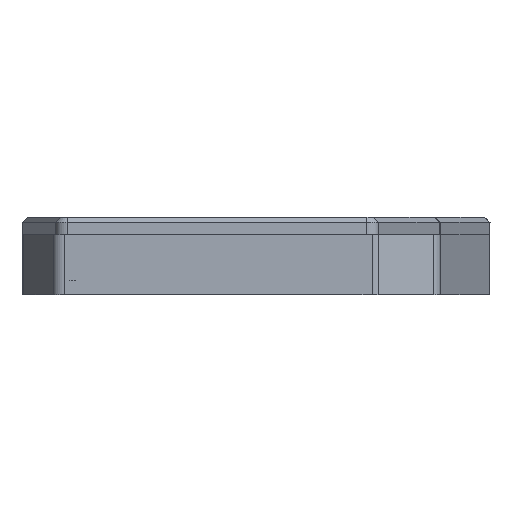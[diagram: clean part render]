
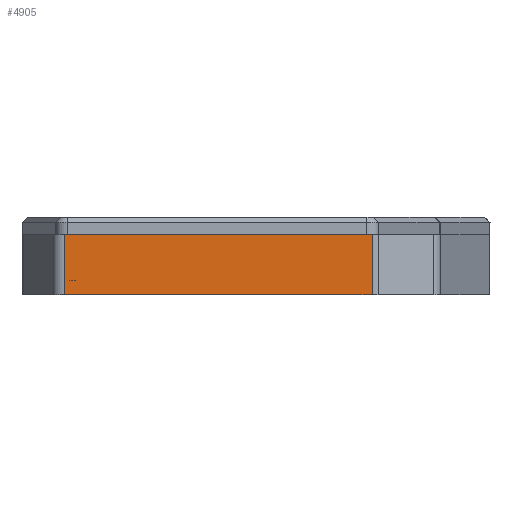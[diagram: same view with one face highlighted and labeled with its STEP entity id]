
A CAD part, left-side view. The second image highlights one B-rep face of the part: STEP entity #4905.
In plain terms, the highlighted planar face has unit normal (-1, 0, 0).
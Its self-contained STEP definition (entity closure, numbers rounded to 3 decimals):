
#125 = PLANE('',#126);
#126 = AXIS2_PLACEMENT_3D('',#127,#128,#129);
#127 = CARTESIAN_POINT('',(-152.495,-87.393,13.));
#128 = DIRECTION('',(0.,0.,1.));
#129 = DIRECTION('',(0.,1.,0.));
#2649 = VERTEX_POINT('',#2650);
#2650 = CARTESIAN_POINT('',(-234.443,-37.927,13.));
#2665 = CYLINDRICAL_SURFACE('',#2666,3.5);
#2666 = AXIS2_PLACEMENT_3D('',#2667,#2668,#2669);
#2667 = CARTESIAN_POINT('',(-230.943,-37.927,13.));
#2668 = DIRECTION('',(-0.,-0.,-1.));
#2669 = DIRECTION('',(-0.5,0.866,0.));
#2677 = EDGE_CURVE('',#2649,#2678,#2680,.T.);
#2678 = VERTEX_POINT('',#2679);
#2679 = CARTESIAN_POINT('',(-234.443,-124.769,13.));
#2680 = SURFACE_CURVE('',#2681,(#2685,#2692),.PCURVE_S1.);
#2681 = LINE('',#2682,#2683);
#2682 = CARTESIAN_POINT('',(-234.443,-64.782,13.));
#2683 = VECTOR('',#2684,1.);
#2684 = DIRECTION('',(-0.,-1.,-0.));
#2685 = PCURVE('',#125,#2686);
#2686 = DEFINITIONAL_REPRESENTATION('',(#2687),#2691);
#2687 = LINE('',#2688,#2689);
#2688 = CARTESIAN_POINT('',(22.61,81.948));
#2689 = VECTOR('',#2690,1.);
#2690 = DIRECTION('',(-1.,0.));
#2691 = ( GEOMETRIC_REPRESENTATION_CONTEXT(2) 
PARAMETRIC_REPRESENTATION_CONTEXT() REPRESENTATION_CONTEXT('2D SPACE',''
  ) );
#2692 = PCURVE('',#2693,#2698);
#2693 = PLANE('',#2694);
#2694 = AXIS2_PLACEMENT_3D('',#2695,#2696,#2697);
#2695 = CARTESIAN_POINT('',(-234.443,-42.743,0.));
#2696 = DIRECTION('',(-1.,-0.,-0.));
#2697 = DIRECTION('',(0.,1.,0.));
#2698 = DEFINITIONAL_REPRESENTATION('',(#2699),#2703);
#2699 = LINE('',#2700,#2701);
#2700 = CARTESIAN_POINT('',(-22.039,-13.));
#2701 = VECTOR('',#2702,1.);
#2702 = DIRECTION('',(-1.,0.));
#2703 = ( GEOMETRIC_REPRESENTATION_CONTEXT(2) 
PARAMETRIC_REPRESENTATION_CONTEXT() REPRESENTATION_CONTEXT('2D SPACE',''
  ) );
#2726 = CYLINDRICAL_SURFACE('',#2727,3.5);
#2727 = AXIS2_PLACEMENT_3D('',#2728,#2729,#2730);
#2728 = CARTESIAN_POINT('',(-230.943,-124.769,13.));
#2729 = DIRECTION('',(-0.,-0.,-1.));
#2730 = DIRECTION('',(-0.866,-0.5,-0.));
#3967 = PLANE('',#3968);
#3968 = AXIS2_PLACEMENT_3D('',#3969,#3970,#3971);
#3969 = CARTESIAN_POINT('',(-152.617,-87.269,-4.));
#3970 = DIRECTION('',(0.,0.,-1.));
#3971 = DIRECTION('',(-1.,-0.,-0.));
#4104 = VERTEX_POINT('',#4105);
#4105 = CARTESIAN_POINT('',(-234.443,-37.927,-4.));
#4131 = EDGE_CURVE('',#4132,#4104,#4134,.T.);
#4132 = VERTEX_POINT('',#4133);
#4133 = CARTESIAN_POINT('',(-234.443,-124.769,-4.));
#4134 = SURFACE_CURVE('',#4135,(#4139,#4146),.PCURVE_S1.);
#4135 = LINE('',#4136,#4137);
#4136 = CARTESIAN_POINT('',(-234.443,-64.782,-4.));
#4137 = VECTOR('',#4138,1.);
#4138 = DIRECTION('',(0.,1.,0.));
#4139 = PCURVE('',#3967,#4140);
#4140 = DEFINITIONAL_REPRESENTATION('',(#4141),#4145);
#4141 = LINE('',#4142,#4143);
#4142 = CARTESIAN_POINT('',(81.827,22.487));
#4143 = VECTOR('',#4144,1.);
#4144 = DIRECTION('',(-0.,1.));
#4145 = ( GEOMETRIC_REPRESENTATION_CONTEXT(2) 
PARAMETRIC_REPRESENTATION_CONTEXT() REPRESENTATION_CONTEXT('2D SPACE',''
  ) );
#4146 = PCURVE('',#2693,#4147);
#4147 = DEFINITIONAL_REPRESENTATION('',(#4148),#4152);
#4148 = LINE('',#4149,#4150);
#4149 = CARTESIAN_POINT('',(-22.039,4.));
#4150 = VECTOR('',#4151,1.);
#4151 = DIRECTION('',(1.,-0.));
#4152 = ( GEOMETRIC_REPRESENTATION_CONTEXT(2) 
PARAMETRIC_REPRESENTATION_CONTEXT() REPRESENTATION_CONTEXT('2D SPACE',''
  ) );
#4883 = EDGE_CURVE('',#2649,#4104,#4884,.T.);
#4884 = SURFACE_CURVE('',#4885,(#4889,#4896),.PCURVE_S1.);
#4885 = LINE('',#4886,#4887);
#4886 = CARTESIAN_POINT('',(-234.443,-37.927,13.));
#4887 = VECTOR('',#4888,1.);
#4888 = DIRECTION('',(-0.,-0.,-1.));
#4889 = PCURVE('',#2665,#4890);
#4890 = DEFINITIONAL_REPRESENTATION('',(#4891),#4895);
#4891 = LINE('',#4892,#4893);
#4892 = CARTESIAN_POINT('',(-1.047,0.));
#4893 = VECTOR('',#4894,1.);
#4894 = DIRECTION('',(-0.,1.));
#4895 = ( GEOMETRIC_REPRESENTATION_CONTEXT(2) 
PARAMETRIC_REPRESENTATION_CONTEXT() REPRESENTATION_CONTEXT('2D SPACE',''
  ) );
#4896 = PCURVE('',#2693,#4897);
#4897 = DEFINITIONAL_REPRESENTATION('',(#4898),#4902);
#4898 = LINE('',#4899,#4900);
#4899 = CARTESIAN_POINT('',(4.816,-13.));
#4900 = VECTOR('',#4901,1.);
#4901 = DIRECTION('',(-0.,1.));
#4902 = ( GEOMETRIC_REPRESENTATION_CONTEXT(2) 
PARAMETRIC_REPRESENTATION_CONTEXT() REPRESENTATION_CONTEXT('2D SPACE',''
  ) );
#4905 = ADVANCED_FACE('',(#4906),#2693,.T.);
#4906 = FACE_BOUND('',#4907,.F.);
#4907 = EDGE_LOOP('',(#4908,#4909,#4910,#4911));
#4908 = ORIENTED_EDGE('',*,*,#4131,.T.);
#4909 = ORIENTED_EDGE('',*,*,#4883,.F.);
#4910 = ORIENTED_EDGE('',*,*,#2677,.T.);
#4911 = ORIENTED_EDGE('',*,*,#4912,.T.);
#4912 = EDGE_CURVE('',#2678,#4132,#4913,.T.);
#4913 = SURFACE_CURVE('',#4914,(#4918,#4925),.PCURVE_S1.);
#4914 = LINE('',#4915,#4916);
#4915 = CARTESIAN_POINT('',(-234.443,-124.769,13.));
#4916 = VECTOR('',#4917,1.);
#4917 = DIRECTION('',(-0.,-0.,-1.));
#4918 = PCURVE('',#2693,#4919);
#4919 = DEFINITIONAL_REPRESENTATION('',(#4920),#4924);
#4920 = LINE('',#4921,#4922);
#4921 = CARTESIAN_POINT('',(-82.026,-13.));
#4922 = VECTOR('',#4923,1.);
#4923 = DIRECTION('',(-0.,1.));
#4924 = ( GEOMETRIC_REPRESENTATION_CONTEXT(2) 
PARAMETRIC_REPRESENTATION_CONTEXT() REPRESENTATION_CONTEXT('2D SPACE',''
  ) );
#4925 = PCURVE('',#2726,#4926);
#4926 = DEFINITIONAL_REPRESENTATION('',(#4927),#4931);
#4927 = LINE('',#4928,#4929);
#4928 = CARTESIAN_POINT('',(0.524,0.));
#4929 = VECTOR('',#4930,1.);
#4930 = DIRECTION('',(0.,1.));
#4931 = ( GEOMETRIC_REPRESENTATION_CONTEXT(2) 
PARAMETRIC_REPRESENTATION_CONTEXT() REPRESENTATION_CONTEXT('2D SPACE',''
  ) );
